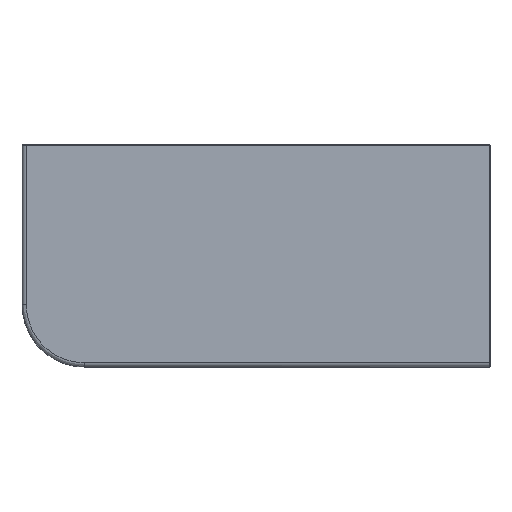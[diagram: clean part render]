
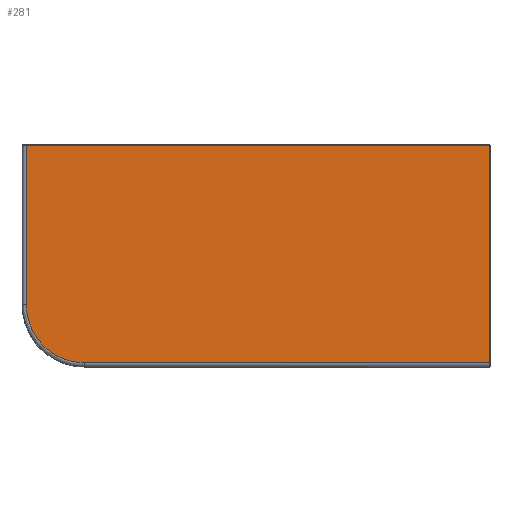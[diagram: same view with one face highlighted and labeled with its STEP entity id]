
A CAD part, top view. The second image highlights one B-rep face of the part: STEP entity #281.
In plain terms, the highlighted face is planar.
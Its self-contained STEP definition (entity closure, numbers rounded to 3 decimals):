
#281=ADVANCED_FACE('',(#640),#6265,.T.);
#640=FACE_OUTER_BOUND('',#999,.T.);
#999=EDGE_LOOP('',(#1366,#1367,#1368,#1369,#1370));
#1366=ORIENTED_EDGE('',*,*,#3368,.T.);
#1367=ORIENTED_EDGE('',*,*,#3369,.T.);
#1368=ORIENTED_EDGE('',*,*,#3370,.T.);
#1369=ORIENTED_EDGE('',*,*,#3371,.T.);
#1370=ORIENTED_EDGE('',*,*,#3379,.T.);
#3368=EDGE_CURVE('',#5378,#5379,#4826,.T.);
#3369=EDGE_CURVE('',#5379,#5380,#4827,.T.);
#3370=EDGE_CURVE('',#5380,#5381,#4828,.T.);
#3371=EDGE_CURVE('',#5381,#5382,#4829,.T.);
#3379=EDGE_CURVE('',#5382,#5378,#4367,.T.);
#4367=(
BOUNDED_CURVE()
B_SPLINE_CURVE(2,(#8101,#8102,#8103),.UNSPECIFIED.,.F.,.F.)
B_SPLINE_CURVE_WITH_KNOTS((3,3),(-208.916,0.),.UNSPECIFIED.)
CURVE()
GEOMETRIC_REPRESENTATION_ITEM()
RATIONAL_B_SPLINE_CURVE((1.,0.707,1.))
REPRESENTATION_ITEM('')
);
#4826=B_SPLINE_CURVE_WITH_KNOTS('',1,(#8077,#8078),.UNSPECIFIED.,.F.,.F.,
(2,2),(0.,931.),.UNSPECIFIED.);
#4827=B_SPLINE_CURVE_WITH_KNOTS('',1,(#8079,#8080),.UNSPECIFIED.,.F.,.F.,
(2,2),(0.,499.),.UNSPECIFIED.);
#4828=B_SPLINE_CURVE_WITH_KNOTS('',1,(#8081,#8082),.UNSPECIFIED.,.F.,.F.,
(2,2),(0.,1064.),.UNSPECIFIED.);
#4829=B_SPLINE_CURVE_WITH_KNOTS('',1,(#8083,#8084),.UNSPECIFIED.,.F.,.F.,
(2,2),(0.,366.),.UNSPECIFIED.);
#5378=VERTEX_POINT('',#8051);
#5379=VERTEX_POINT('',#8052);
#5380=VERTEX_POINT('',#8053);
#5381=VERTEX_POINT('',#8054);
#5382=VERTEX_POINT('',#8055);
#6265=PLANE('',#6659);
#6659=AXIS2_PLACEMENT_3D('',#7454,#7047,$);
#7047=DIRECTION('',(0.,1.,0.));
#7454=CARTESIAN_POINT('',(-703.9,20.,-303.9));
#8051=CARTESIAN_POINT('',(-464.5,20.,245.));
#8052=CARTESIAN_POINT('',(466.5,20.,245.));
#8053=CARTESIAN_POINT('',(466.5,20.,-254.));
#8054=CARTESIAN_POINT('',(-597.5,20.,-254.));
#8055=CARTESIAN_POINT('',(-597.5,20.,112.));
#8077=CARTESIAN_POINT('',(-464.5,20.,245.));
#8078=CARTESIAN_POINT('',(466.5,20.,245.));
#8079=CARTESIAN_POINT('',(466.5,20.,245.));
#8080=CARTESIAN_POINT('',(466.5,20.,-254.));
#8081=CARTESIAN_POINT('',(466.5,20.,-254.));
#8082=CARTESIAN_POINT('',(-597.5,20.,-254.));
#8083=CARTESIAN_POINT('',(-597.5,20.,-254.));
#8084=CARTESIAN_POINT('',(-597.5,20.,112.));
#8101=CARTESIAN_POINT('',(-597.5,20.,112.));
#8102=CARTESIAN_POINT('',(-597.5,20.,245.));
#8103=CARTESIAN_POINT('',(-464.5,20.,245.));
